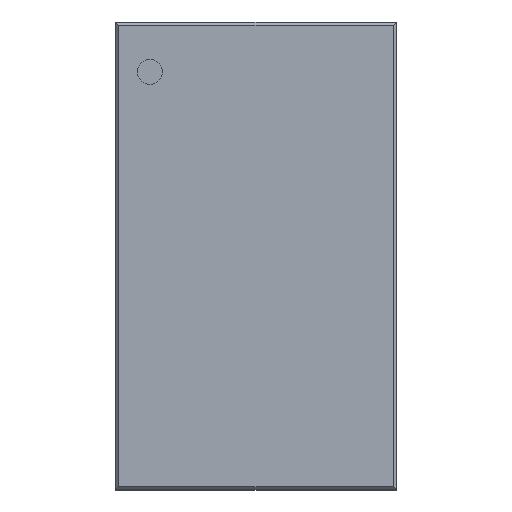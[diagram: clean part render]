
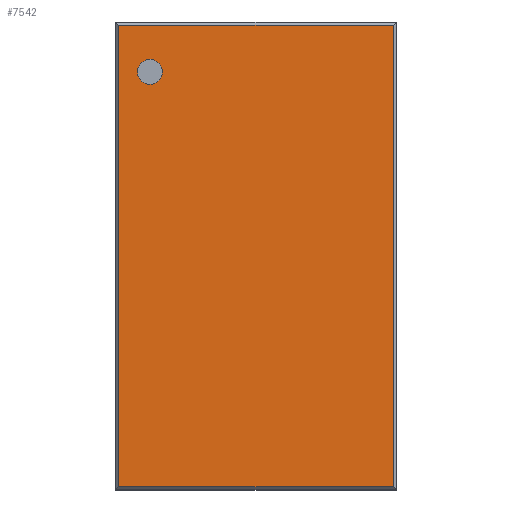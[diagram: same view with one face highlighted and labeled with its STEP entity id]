
A CAD part, top view. The second image highlights one B-rep face of the part: STEP entity #7542.
In plain terms, the highlighted planar face has unit normal (0, 0, 1).
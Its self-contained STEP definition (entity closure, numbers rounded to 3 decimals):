
#201=LINE('',#10752,#1217);
#204=LINE('',#10757,#1220);
#206=LINE('',#10761,#1222);
#208=LINE('',#10764,#1224);
#1217=VECTOR('',#8688,8.8);
#1220=VECTOR('',#8693,14.8);
#1222=VECTOR('',#8697,14.8);
#1224=VECTOR('',#8701,8.8);
#2231=PLANE('',#8147);
#2735=FACE_BOUND('',#3267,.T.);
#2749=FACE_OUTER_BOUND('',#3266,.T.);
#3266=EDGE_LOOP('',(#5523,#5524,#5525,#5526));
#3267=EDGE_LOOP('',(#5527));
#3775=CIRCLE('',#8136,0.4);
#3781=VERTEX_POINT('',#10722);
#3790=VERTEX_POINT('',#10750);
#3791=VERTEX_POINT('',#10751);
#3792=VERTEX_POINT('',#10756);
#3793=VERTEX_POINT('',#10760);
#4463=EDGE_CURVE('',#3781,#3781,#3775,.T.);
#4476=EDGE_CURVE('',#3790,#3791,#201,.T.);
#4479=EDGE_CURVE('',#3792,#3790,#204,.T.);
#4481=EDGE_CURVE('',#3791,#3793,#206,.T.);
#4483=EDGE_CURVE('',#3793,#3792,#208,.T.);
#5523=ORIENTED_EDGE('',*,*,#4479,.F.);
#5524=ORIENTED_EDGE('',*,*,#4483,.F.);
#5525=ORIENTED_EDGE('',*,*,#4481,.F.);
#5526=ORIENTED_EDGE('',*,*,#4476,.F.);
#5527=ORIENTED_EDGE('',*,*,#4463,.T.);
#7542=ADVANCED_FACE('',(#2749,#2735),#2231,.T.);
#8136=AXIS2_PLACEMENT_3D('',#10723,#8662,#8663);
#8147=AXIS2_PLACEMENT_3D('',#10766,#8704,#8705);
#8662=DIRECTION('center_axis',(0.,0.,-1.));
#8663=DIRECTION('ref_axis',(1.,0.,0.));
#8688=DIRECTION('',(-1.,0.,0.));
#8693=DIRECTION('',(0.,-1.,0.));
#8697=DIRECTION('',(0.,1.,0.));
#8701=DIRECTION('',(1.,0.,0.));
#8704=DIRECTION('center_axis',(0.,0.,1.));
#8705=DIRECTION('ref_axis',(1.,0.,0.));
#10722=CARTESIAN_POINT('',(-3.,5.9,4.42));
#10723=CARTESIAN_POINT('Origin',(-3.4,5.9,4.42));
#10750=CARTESIAN_POINT('',(4.4,-7.4,4.42));
#10751=CARTESIAN_POINT('',(-4.4,-7.4,4.42));
#10752=CARTESIAN_POINT('',(2.25,-7.4,4.42));
#10756=CARTESIAN_POINT('',(4.4,7.4,4.42));
#10757=CARTESIAN_POINT('',(4.4,3.75,4.42));
#10760=CARTESIAN_POINT('',(-4.4,7.4,4.42));
#10761=CARTESIAN_POINT('',(-4.4,-3.75,4.42));
#10764=CARTESIAN_POINT('',(-2.25,7.4,4.42));
#10766=CARTESIAN_POINT('Origin',(-3.4,5.9,4.42));
